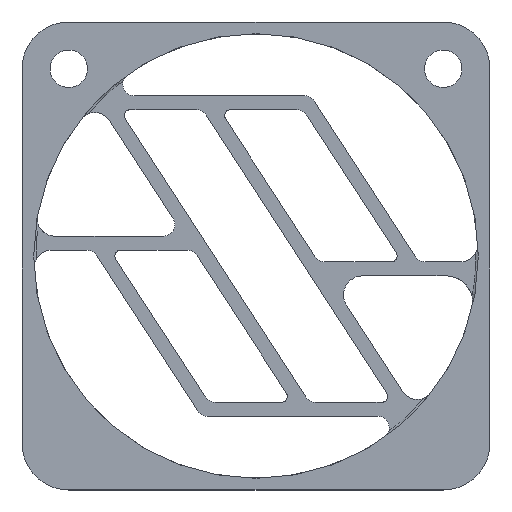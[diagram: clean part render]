
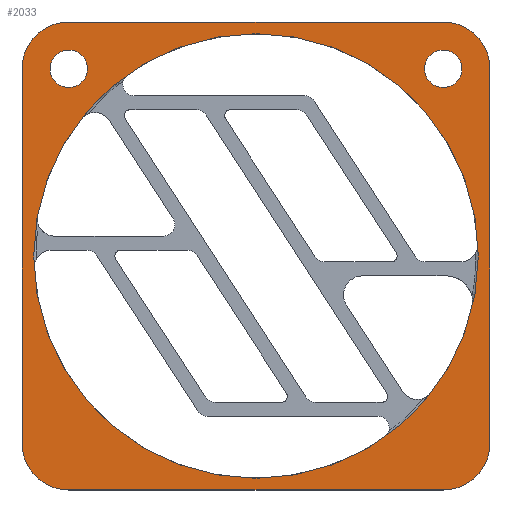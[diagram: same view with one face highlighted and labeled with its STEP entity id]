
A CAD part, top view. The second image highlights one B-rep face of the part: STEP entity #2033.
In plain terms, the highlighted planar face has unit normal (0, 0, 1).
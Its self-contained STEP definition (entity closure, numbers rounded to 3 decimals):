
#19=FACE_BOUND('',#279,.T.);
#20=FACE_BOUND('',#280,.T.);
#21=FACE_BOUND('',#281,.T.);
#90=PLANE('',#2203);
#160=FACE_OUTER_BOUND('',#278,.T.);
#278=EDGE_LOOP('',(#1497,#1498,#1499,#1500,#1501,#1502,#1503,#1504));
#279=EDGE_LOOP('',(#1505));
#280=EDGE_LOOP('',(#1506));
#281=EDGE_LOOP('',(#1507,#1508));
#406=CIRCLE('',#2187,4.);
#408=CIRCLE('',#2190,4.);
#410=CIRCLE('',#2193,4.);
#412=CIRCLE('',#2196,4.);
#414=CIRCLE('',#2202,1.6);
#415=CIRCLE('',#2204,1.6);
#416=CIRCLE('',#2205,19.);
#417=CIRCLE('',#2206,19.);
#552=LINE('',#3259,#741);
#555=LINE('',#3263,#744);
#557=LINE('',#3266,#746);
#559=LINE('',#3274,#748);
#741=VECTOR('',#2560,32.);
#744=VECTOR('',#2565,32.);
#746=VECTOR('',#2569,32.);
#748=VECTOR('',#2579,32.);
#938=VERTEX_POINT('',#3226);
#939=VERTEX_POINT('',#3228);
#942=VERTEX_POINT('',#3235);
#943=VERTEX_POINT('',#3237);
#946=VERTEX_POINT('',#3244);
#947=VERTEX_POINT('',#3246);
#950=VERTEX_POINT('',#3253);
#951=VERTEX_POINT('',#3255);
#953=VERTEX_POINT('',#3270);
#954=VERTEX_POINT('',#3275);
#955=VERTEX_POINT('',#3277);
#956=VERTEX_POINT('',#3278);
#1143=EDGE_CURVE('',#939,#938,#406,.T.);
#1147=EDGE_CURVE('',#943,#942,#408,.T.);
#1151=EDGE_CURVE('',#947,#946,#410,.T.);
#1155=EDGE_CURVE('',#951,#950,#412,.T.);
#1157=EDGE_CURVE('',#951,#938,#552,.T.);
#1160=EDGE_CURVE('',#947,#950,#555,.T.);
#1162=EDGE_CURVE('',#943,#946,#557,.T.);
#1165=EDGE_CURVE('',#953,#953,#414,.T.);
#1166=EDGE_CURVE('',#939,#942,#559,.T.);
#1167=EDGE_CURVE('',#954,#954,#415,.T.);
#1168=EDGE_CURVE('',#955,#956,#416,.T.);
#1169=EDGE_CURVE('',#956,#955,#417,.T.);
#1497=ORIENTED_EDGE('',*,*,#1166,.F.);
#1498=ORIENTED_EDGE('',*,*,#1143,.T.);
#1499=ORIENTED_EDGE('',*,*,#1157,.F.);
#1500=ORIENTED_EDGE('',*,*,#1155,.T.);
#1501=ORIENTED_EDGE('',*,*,#1160,.F.);
#1502=ORIENTED_EDGE('',*,*,#1151,.T.);
#1503=ORIENTED_EDGE('',*,*,#1162,.F.);
#1504=ORIENTED_EDGE('',*,*,#1147,.T.);
#1505=ORIENTED_EDGE('',*,*,#1167,.T.);
#1506=ORIENTED_EDGE('',*,*,#1165,.T.);
#1507=ORIENTED_EDGE('',*,*,#1168,.F.);
#1508=ORIENTED_EDGE('',*,*,#1169,.F.);
#2033=ADVANCED_FACE('',(#160,#19,#20,#21),#90,.F.);
#2187=AXIS2_PLACEMENT_3D('',#3229,#2531,#2532);
#2190=AXIS2_PLACEMENT_3D('',#3238,#2539,#2540);
#2193=AXIS2_PLACEMENT_3D('',#3247,#2547,#2548);
#2196=AXIS2_PLACEMENT_3D('',#3256,#2555,#2556);
#2202=AXIS2_PLACEMENT_3D('',#3272,#2575,#2576);
#2203=AXIS2_PLACEMENT_3D('',#3273,#2577,#2578);
#2204=AXIS2_PLACEMENT_3D('',#3276,#2580,#2581);
#2205=AXIS2_PLACEMENT_3D('',#3279,#2582,#2583);
#2206=AXIS2_PLACEMENT_3D('',#3280,#2584,#2585);
#2531=DIRECTION('center_axis',(0.,0.,1.));
#2532=DIRECTION('ref_axis',(0.,-1.,0.));
#2539=DIRECTION('center_axis',(0.,0.,1.));
#2540=DIRECTION('ref_axis',(-1.,0.,0.));
#2547=DIRECTION('center_axis',(0.,0.,1.));
#2548=DIRECTION('ref_axis',(0.,1.,0.));
#2555=DIRECTION('center_axis',(0.,0.,1.));
#2556=DIRECTION('ref_axis',(1.,0.,0.));
#2560=DIRECTION('',(0.,-1.,0.));
#2565=DIRECTION('',(1.,0.,0.));
#2569=DIRECTION('',(0.,1.,0.));
#2575=DIRECTION('center_axis',(0.,0.,-1.));
#2576=DIRECTION('ref_axis',(-1.,0.,0.));
#2577=DIRECTION('center_axis',(0.,0.,-1.));
#2578=DIRECTION('ref_axis',(-1.,0.,0.));
#2579=DIRECTION('',(-1.,0.,0.));
#2580=DIRECTION('center_axis',(0.,0.,-1.));
#2581=DIRECTION('ref_axis',(-1.,0.,0.));
#2582=DIRECTION('center_axis',(0.,0.,1.));
#2583=DIRECTION('ref_axis',(0.,1.,0.));
#2584=DIRECTION('center_axis',(0.,0.,1.));
#2585=DIRECTION('ref_axis',(0.,1.,0.));
#3226=CARTESIAN_POINT('',(20.,-16.,0.));
#3228=CARTESIAN_POINT('',(16.,-20.,0.));
#3229=CARTESIAN_POINT('Origin',(16.,-16.,0.));
#3235=CARTESIAN_POINT('',(-16.,-20.,0.));
#3237=CARTESIAN_POINT('',(-20.,-16.,0.));
#3238=CARTESIAN_POINT('Origin',(-16.,-16.,0.));
#3244=CARTESIAN_POINT('',(-20.,16.,0.));
#3246=CARTESIAN_POINT('',(-16.,20.,0.));
#3247=CARTESIAN_POINT('Origin',(-16.,16.,0.));
#3253=CARTESIAN_POINT('',(16.,20.,0.));
#3255=CARTESIAN_POINT('',(20.,16.,0.));
#3256=CARTESIAN_POINT('Origin',(16.,16.,0.));
#3259=CARTESIAN_POINT('',(20.,16.,0.));
#3263=CARTESIAN_POINT('',(-16.,20.,0.));
#3266=CARTESIAN_POINT('',(-20.,-16.,0.));
#3270=CARTESIAN_POINT('',(-17.6,16.,0.));
#3272=CARTESIAN_POINT('Origin',(-16.,16.,0.));
#3273=CARTESIAN_POINT('Origin',(0.,0.,0.));
#3274=CARTESIAN_POINT('',(16.,-20.,0.));
#3275=CARTESIAN_POINT('',(14.4,16.,0.));
#3276=CARTESIAN_POINT('Origin',(16.,16.,0.));
#3277=CARTESIAN_POINT('',(0.,19.,0.));
#3278=CARTESIAN_POINT('',(19.,0.,0.));
#3279=CARTESIAN_POINT('Origin',(0.,0.,0.));
#3280=CARTESIAN_POINT('Origin',(0.,0.,0.));
